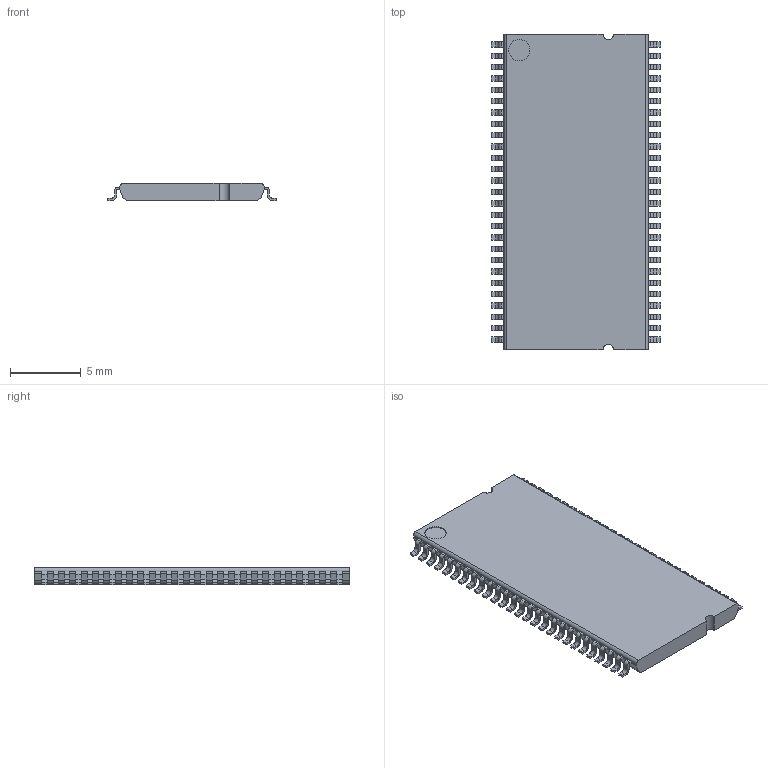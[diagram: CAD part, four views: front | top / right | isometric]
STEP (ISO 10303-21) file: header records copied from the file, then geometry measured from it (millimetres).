
FILE_DESCRIPTION(/* description */ (''),/* implementation_level */ '2;1');
FILE_NAME(/* name */ 'TSSOP-II 54.stp.step',/* time_stamp */ '2017-02-24T20:03:27-08:00',/* author */ (''),/* organization */ (''),/* preprocessor_version */ 'ST-DEVELOPER v16.5',/* originating_system */ 'Autodesk Translation Framework v5.2.0.2920',/* authorisation */ '');
FILE_SCHEMA (('AUTOMOTIVE_DESIGN { 1 0 10303 214 3 1 1 }'));
Length unit declared in the file: millimetre
Products named in the file (1): TSSOP-II 54 v1
Bounding box: 11.91 x 22.22 x 1.2 mm (x, y, z)
Volume: 268.4 mm3; surface area: 600.8 mm2
Topology: 55 solids, 55 shells, 774 faces, 1989 edges, 1326 vertices
Faces by surface type: plane 551, cylinder 223
Full cylindrical faces by diameter (mm): 1.5 x1
Entity records: 23416 total; most frequent: CARTESIAN_POINT 4089, DIRECTION 3984, ORIENTED_EDGE 3976, EDGE_CURVE 1988, LINE 1542, VECTOR 1542, VERTEX_POINT 1326, AXIS2_PLACEMENT_3D 1221
